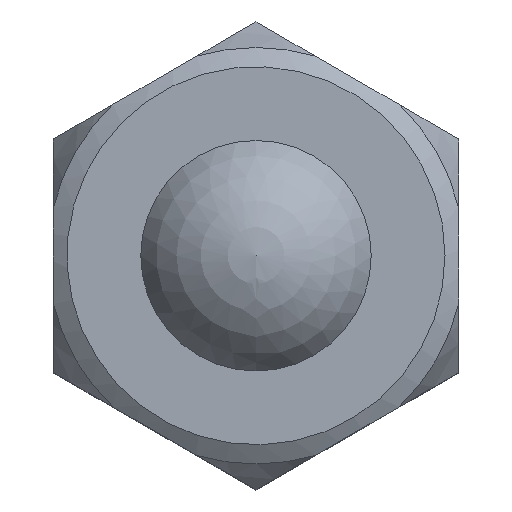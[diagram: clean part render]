
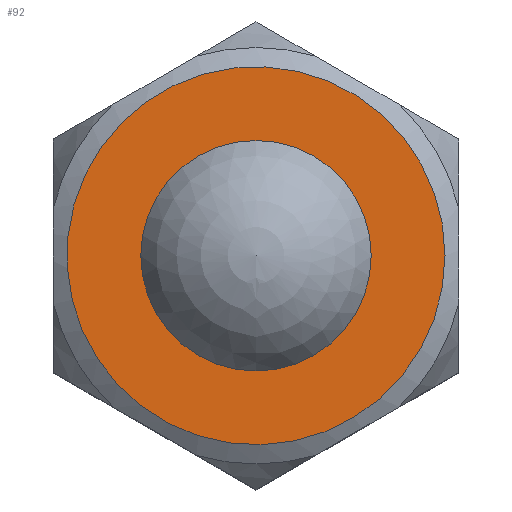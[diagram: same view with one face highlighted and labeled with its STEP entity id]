
A CAD part, top view. The second image highlights one B-rep face of the part: STEP entity #92.
In plain terms, the highlighted planar face has unit normal (0, 0, 1).
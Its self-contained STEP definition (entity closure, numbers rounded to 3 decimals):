
#92 = ADVANCED_FACE( '', ( #139, #140 ), #141, .T. );
#139 = FACE_BOUND( '', #194, .T. );
#140 = FACE_OUTER_BOUND( '', #195, .T. );
#141 = PLANE( '', #196 );
#194 = EDGE_LOOP( '', ( #349 ) );
#195 = EDGE_LOOP( '', ( #350 ) );
#196 = AXIS2_PLACEMENT_3D( '', #351, #352, #353 );
#349 = ORIENTED_EDGE( '', *, *, #444, .F. );
#350 = ORIENTED_EDGE( '', *, *, #414, .T. );
#351 = CARTESIAN_POINT( '', ( 0., 17.321, 19. ) );
#352 = DIRECTION( '', ( 0., 0., 1. ) );
#353 = DIRECTION( '', ( 1., 0., 0. ) );
#414 = EDGE_CURVE( '', #486, #486, #487, .T. );
#444 = EDGE_CURVE( '', #531, #531, #532, .T. );
#486 = VERTEX_POINT( '', #647 );
#487 = CIRCLE( '', #648, 14. );
#531 = VERTEX_POINT( '', #831 );
#532 = CIRCLE( '', #832, 8.537 );
#647 = CARTESIAN_POINT( '', ( 14., 0., 19. ) );
#648 = AXIS2_PLACEMENT_3D( '', #863, #864, #865 );
#831 = CARTESIAN_POINT( '', ( 8.537, 0., 19. ) );
#832 = AXIS2_PLACEMENT_3D( '', #887, #888, #889 );
#863 = CARTESIAN_POINT( '', ( 0., 0., 19. ) );
#864 = DIRECTION( '', ( 0., 0., 1. ) );
#865 = DIRECTION( '', ( 1., 0., 0. ) );
#887 = CARTESIAN_POINT( '', ( 0., 0., 19. ) );
#888 = DIRECTION( '', ( 0., 0., 1. ) );
#889 = DIRECTION( '', ( 1., 0., 0. ) );
